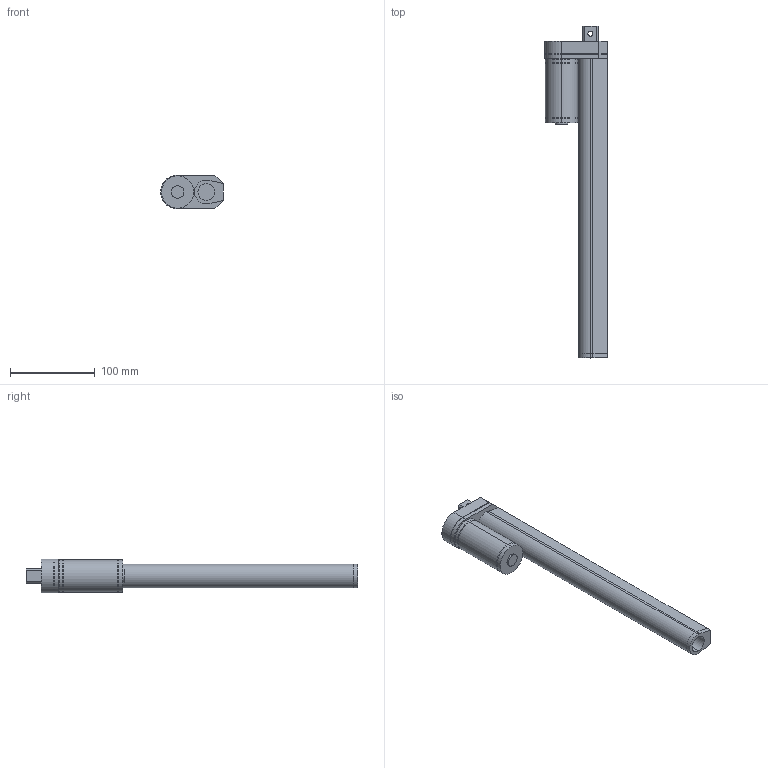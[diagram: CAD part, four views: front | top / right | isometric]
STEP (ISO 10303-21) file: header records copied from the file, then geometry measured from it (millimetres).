
FILE_DESCRIPTION (( 'STEP AP214' ), '1' );
FILE_NAME ('300mm Body.STEP', '2022-09-14T16:43:01', ( '' ), ( '' ), 'SwSTEP 2.0', 'SolidWorks 2022', '' );
FILE_SCHEMA (( 'AUTOMOTIVE_DESIGN' ));
Length unit declared in the file: millimetre
Products named in the file (1): 300mm Body
Bounding box: 74 x 391 x 40 mm (x, y, z)
Volume: 314777.1 mm3; surface area: 79200.1 mm2
Topology: 1 solids, 1 shells, 62 faces, 138 edges, 82 vertices
Faces by surface type: plane 35, cylinder 27
Entity records: 2401 total; most frequent: DIRECTION 303, CARTESIAN_POINT 283, ORIENTED_EDGE 276, EDGE_CURVE 138, AXIS2_PLACEMENT_3D 102, LINE 99, VECTOR 99, VERTEX_POINT 82
